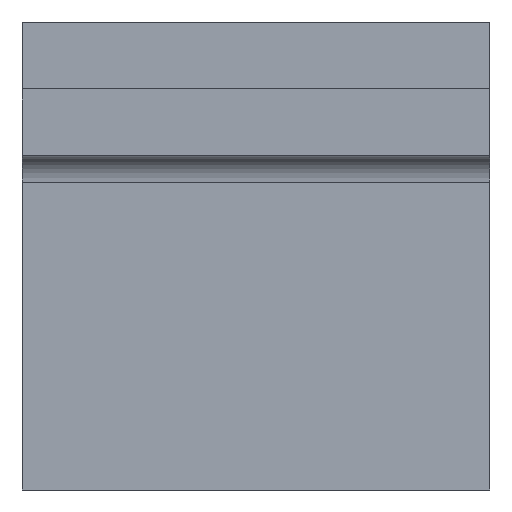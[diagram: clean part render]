
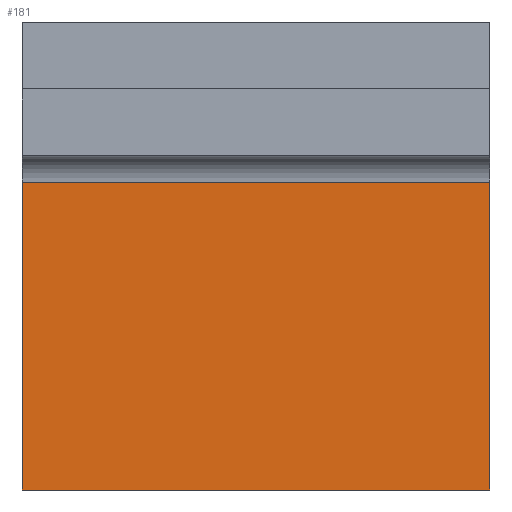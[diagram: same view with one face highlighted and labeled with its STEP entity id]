
A CAD part, left-side view. The second image highlights one B-rep face of the part: STEP entity #181.
In plain terms, the highlighted planar face has unit normal (-1, 0, 0).
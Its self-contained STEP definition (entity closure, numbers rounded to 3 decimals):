
#16=PLANE('',#216);
#26=FACE_OUTER_BOUND('',#36,.T.);
#36=EDGE_LOOP('',(#138,#139,#140,#141));
#45=LINE('',#281,#67);
#49=LINE('',#290,#71);
#50=LINE('',#292,#72);
#51=LINE('',#293,#73);
#67=VECTOR('',#233,10.);
#71=VECTOR('',#241,10.);
#72=VECTOR('',#242,10.);
#73=VECTOR('',#243,10.);
#90=VERTEX_POINT('',#274);
#93=VERTEX_POINT('',#279);
#96=VERTEX_POINT('',#289);
#97=VERTEX_POINT('',#291);
#109=EDGE_CURVE('',#93,#90,#45,.T.);
#113=EDGE_CURVE('',#93,#96,#49,.T.);
#114=EDGE_CURVE('',#97,#96,#50,.T.);
#115=EDGE_CURVE('',#90,#97,#51,.T.);
#138=ORIENTED_EDGE('',*,*,#109,.F.);
#139=ORIENTED_EDGE('',*,*,#113,.T.);
#140=ORIENTED_EDGE('',*,*,#114,.F.);
#141=ORIENTED_EDGE('',*,*,#115,.F.);
#181=ADVANCED_FACE('',(#26),#16,.T.);
#216=AXIS2_PLACEMENT_3D('',#288,#239,#240);
#233=DIRECTION('',(0.,-1.,0.));
#239=DIRECTION('center_axis',(-1.,0.,0.));
#240=DIRECTION('ref_axis',(0.,1.,0.));
#241=DIRECTION('',(0.,0.,-1.));
#242=DIRECTION('',(0.,1.,0.));
#243=DIRECTION('',(0.,0.,-1.));
#274=CARTESIAN_POINT('',(-1.539,0.,-7.));
#279=CARTESIAN_POINT('',(-1.539,35.,-7.));
#281=CARTESIAN_POINT('',(-1.539,17.5,-7.));
#288=CARTESIAN_POINT('Origin',(-1.539,0.,0.));
#289=CARTESIAN_POINT('',(-1.539,35.,-30.));
#290=CARTESIAN_POINT('',(-1.539,35.,0.));
#291=CARTESIAN_POINT('',(-1.539,0.,-30.));
#292=CARTESIAN_POINT('',(-1.539,0.,-30.));
#293=CARTESIAN_POINT('',(-1.539,0.,0.));
